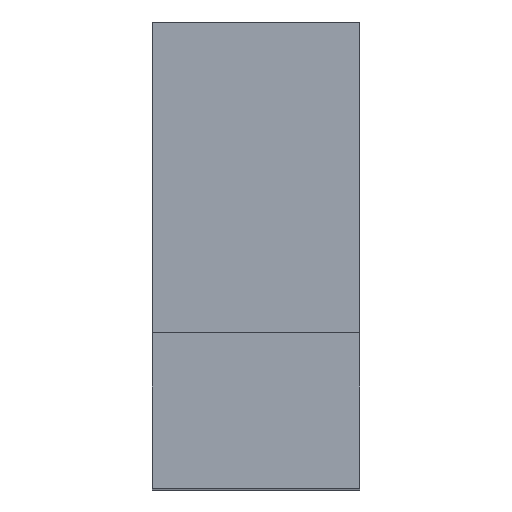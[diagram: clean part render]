
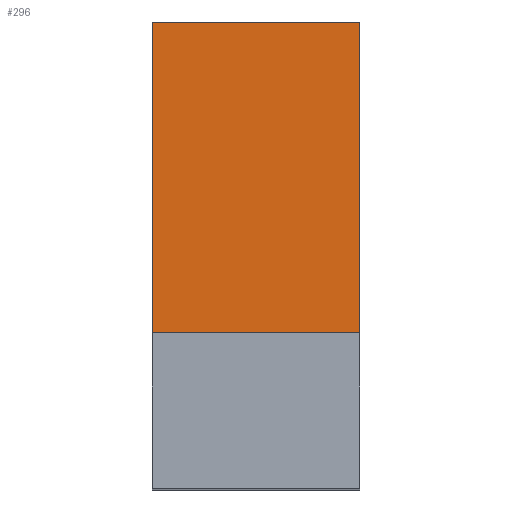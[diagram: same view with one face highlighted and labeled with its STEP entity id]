
A CAD part, top view. The second image highlights one B-rep face of the part: STEP entity #296.
In plain terms, the highlighted planar face has unit normal (0, 0, 1).
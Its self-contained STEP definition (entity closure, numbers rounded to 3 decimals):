
#13 = VERTEX_POINT ( 'NONE', #686 ) ;
#25 = CARTESIAN_POINT ( 'NONE',  ( 20., -7.5, 22. ) ) ;
#26 = DIRECTION ( 'NONE',  ( 1., 0., 0. ) ) ;
#48 = EDGE_CURVE ( 'NONE', #533, #83, #308, .T. ) ;
#50 = CARTESIAN_POINT ( 'NONE',  ( 0., -7.5, 22. ) ) ;
#83 = VERTEX_POINT ( 'NONE', #689 ) ;
#166 = EDGE_LOOP ( 'NONE', ( #369, #248, #707, #630 ) ) ;
#172 = CARTESIAN_POINT ( 'NONE',  ( 0., 22.5, 22. ) ) ;
#248 = ORIENTED_EDGE ( 'NONE', *, *, #899, .F. ) ;
#262 = EDGE_CURVE ( 'NONE', #13, #619, #825, .T. ) ;
#296 = ADVANCED_FACE ( 'NONE', ( #468 ), #677, .T. ) ;
#300 = CARTESIAN_POINT ( 'NONE',  ( 0., 22.5, 22. ) ) ;
#308 = LINE ( 'NONE', #344, #335 ) ;
#335 = VECTOR ( 'NONE', #340, 1000. ) ;
#340 = DIRECTION ( 'NONE',  ( 0., -1., 0. ) ) ;
#344 = CARTESIAN_POINT ( 'NONE',  ( 0., 22.5, 22. ) ) ;
#369 = ORIENTED_EDGE ( 'NONE', *, *, #262, .F. ) ;
#372 = VECTOR ( 'NONE', #761, 1000. ) ;
#433 = LINE ( 'NONE', #172, #532 ) ;
#449 = EDGE_CURVE ( 'NONE', #83, #619, #453, .T. ) ;
#453 = LINE ( 'NONE', #50, #372 ) ;
#468 = FACE_OUTER_BOUND ( 'NONE', #166, .T. ) ;
#473 = CARTESIAN_POINT ( 'NONE',  ( 0., 22.5, 22. ) ) ;
#491 = VECTOR ( 'NONE', #560, 1000. ) ;
#532 = VECTOR ( 'NONE', #26, 1000. ) ;
#533 = VERTEX_POINT ( 'NONE', #300 ) ;
#560 = DIRECTION ( 'NONE',  ( 0., -1., 0. ) ) ;
#619 = VERTEX_POINT ( 'NONE', #25 ) ;
#630 = ORIENTED_EDGE ( 'NONE', *, *, #449, .T. ) ;
#677 = PLANE ( 'NONE',  #687 ) ;
#686 = CARTESIAN_POINT ( 'NONE',  ( 20., 22.5, 22. ) ) ;
#687 = AXIS2_PLACEMENT_3D ( 'NONE', #473, #832, #828 ) ;
#689 = CARTESIAN_POINT ( 'NONE',  ( 0., -7.5, 22. ) ) ;
#707 = ORIENTED_EDGE ( 'NONE', *, *, #48, .T. ) ;
#755 = CARTESIAN_POINT ( 'NONE',  ( 20., 22.5, 22. ) ) ;
#761 = DIRECTION ( 'NONE',  ( 1., 0., 0. ) ) ;
#825 = LINE ( 'NONE', #755, #491 ) ;
#828 = DIRECTION ( 'NONE',  ( 1., 0., 0. ) ) ;
#832 = DIRECTION ( 'NONE',  ( 0., 0., 1. ) ) ;
#899 = EDGE_CURVE ( 'NONE', #533, #13, #433, .T. ) ;
